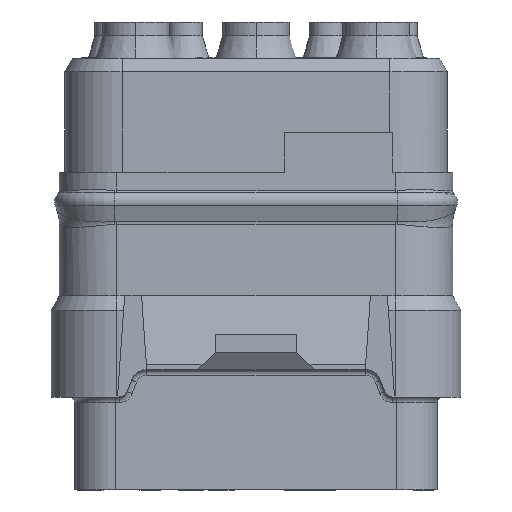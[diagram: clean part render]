
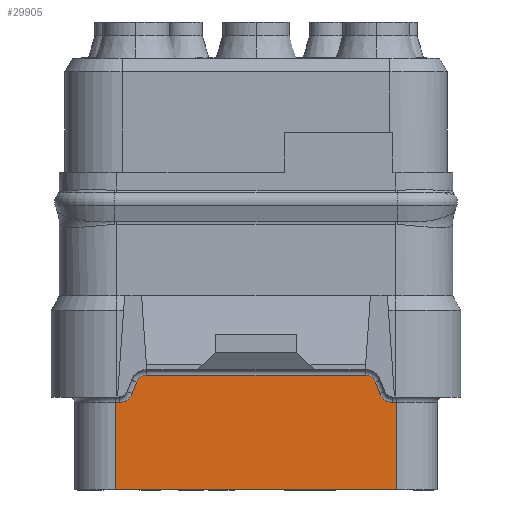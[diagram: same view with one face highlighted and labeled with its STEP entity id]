
A CAD part, front view. The second image highlights one B-rep face of the part: STEP entity #29905.
In plain terms, the highlighted planar face has unit normal (0, -1, 0).
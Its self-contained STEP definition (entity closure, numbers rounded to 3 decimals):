
#1856=DIRECTION('',(-1.,0.,0.));
#1857=VECTOR('',#1856,0.15);
#1858=CARTESIAN_POINT('',(5.15,-5.775,-8.43));
#1859=LINE('',#1858,#1857);
#1860=DIRECTION('',(0.,0.,-1.));
#1861=VECTOR('',#1860,3.2);
#1862=CARTESIAN_POINT('',(5.15,-5.775,-8.43));
#1863=LINE('',#1862,#1861);
#1864=DIRECTION('',(-1.,0.,0.));
#1865=VECTOR('',#1864,0.15);
#1866=CARTESIAN_POINT('',(-5.,-5.775,-8.43));
#1867=LINE('',#1866,#1865);
#1868=CARTESIAN_POINT('',(-5.,-5.775,-7.93));
#1869=DIRECTION('',(0.,1.,0.));
#1870=DIRECTION('',(0.935,0.,-0.354));
#1871=AXIS2_PLACEMENT_3D('',#1868,#1869,#1870);
#1873=DIRECTION('',(-0.354,0.,-0.935));
#1874=VECTOR('',#1873,0.447);
#1875=CARTESIAN_POINT('',(-4.374,-5.775,-7.689));
#1876=LINE('',#1875,#1874);
#1877=CARTESIAN_POINT('',(-4.,-5.775,-7.83));
#1878=DIRECTION('',(0.,-1.,0.));
#1879=DIRECTION('',(0.,0.,1.));
#1880=AXIS2_PLACEMENT_3D('',#1877,#1878,#1879);
#1882=DIRECTION('',(-1.,0.,0.));
#1883=VECTOR('',#1882,8.);
#1884=CARTESIAN_POINT('',(4.,-5.775,-7.43));
#1885=LINE('',#1884,#1883);
#1886=CARTESIAN_POINT('',(4.,-5.775,-7.83));
#1887=DIRECTION('',(0.,-1.,0.));
#1888=DIRECTION('',(0.935,0.,0.354));
#1889=AXIS2_PLACEMENT_3D('',#1886,#1887,#1888);
#1891=DIRECTION('',(-0.354,0.,0.935));
#1892=VECTOR('',#1891,0.447);
#1893=CARTESIAN_POINT('',(4.532,-5.775,-8.107));
#1894=LINE('',#1893,#1892);
#1895=CARTESIAN_POINT('',(5.,-5.775,-7.93));
#1896=DIRECTION('',(0.,1.,0.));
#1897=DIRECTION('',(0.,0.,-1.));
#1898=AXIS2_PLACEMENT_3D('',#1895,#1896,#1897);
#1943=DIRECTION('',(-1.,0.,0.));
#1944=VECTOR('',#1943,10.3);
#1945=CARTESIAN_POINT('',(5.15,-5.775,-11.63));
#1946=LINE('',#1945,#1944);
#3354=DIRECTION('',(0.,0.,-1.));
#3355=VECTOR('',#3354,3.2);
#3356=CARTESIAN_POINT('',(-5.15,-5.775,-8.43));
#3357=LINE('',#3356,#3355);
#21224=CARTESIAN_POINT('',(-5.15,-5.775,-11.63));
#21226=VERTEX_POINT('',#21224);
#21238=CARTESIAN_POINT('',(5.15,-5.775,-11.63));
#21239=VERTEX_POINT('',#21238);
#22704=CARTESIAN_POINT('',(5.15,-5.775,-8.43));
#22705=VERTEX_POINT('',#22704);
#22708=CARTESIAN_POINT('',(5.,-5.775,-8.43));
#22709=VERTEX_POINT('',#22708);
#22712=CARTESIAN_POINT('',(4.532,-5.775,-8.107));
#22713=VERTEX_POINT('',#22712);
#22716=CARTESIAN_POINT('',(4.374,-5.775,-7.689));
#22717=VERTEX_POINT('',#22716);
#22718=CARTESIAN_POINT('',(4.,-5.775,-7.43));
#22719=VERTEX_POINT('',#22718);
#22720=CARTESIAN_POINT('',(-4.,-5.775,-7.43));
#22721=VERTEX_POINT('',#22720);
#22722=CARTESIAN_POINT('',(-4.374,-5.775,-7.689));
#22723=VERTEX_POINT('',#22722);
#22728=CARTESIAN_POINT('',(-4.532,-5.775,-8.107));
#22729=VERTEX_POINT('',#22728);
#22732=CARTESIAN_POINT('',(-5.,-5.775,-8.43));
#22733=VERTEX_POINT('',#22732);
#22736=CARTESIAN_POINT('',(-5.15,-5.775,-8.43));
#22737=VERTEX_POINT('',#22736);
#29883=CARTESIAN_POINT('',(5.15,-5.775,-8.23));
#29884=DIRECTION('',(0.,-1.,0.));
#29885=DIRECTION('',(-1.,0.,0.));
#29886=AXIS2_PLACEMENT_3D('',#29883,#29884,#29885);
#29887=PLANE('',#29886);
#29888=ORIENTED_EDGE('',*,*,#29692,.F.);
#29890=ORIENTED_EDGE('',*,*,#29889,.T.);
#29892=ORIENTED_EDGE('',*,*,#29891,.T.);
#29894=ORIENTED_EDGE('',*,*,#29893,.F.);
#29895=ORIENTED_EDGE('',*,*,#29877,.F.);
#29896=ORIENTED_EDGE('',*,*,#29537,.F.);
#29897=ORIENTED_EDGE('',*,*,#29553,.F.);
#29898=ORIENTED_EDGE('',*,*,#29593,.F.);
#29899=ORIENTED_EDGE('',*,*,#29607,.F.);
#29900=ORIENTED_EDGE('',*,*,#29621,.F.);
#29901=ORIENTED_EDGE('',*,*,#29636,.F.);
#29902=ORIENTED_EDGE('',*,*,#29677,.F.);
#29903=EDGE_LOOP('',(#29888,#29890,#29892,#29894,#29895,#29896,#29897,#29898,
#29899,#29900,#29901,#29902));
#29904=FACE_OUTER_BOUND('',#29903,.F.);
#29905=ADVANCED_FACE('',(#29904),#29887,.T.);
#1872=CIRCLE('',#1871,0.5);
#1881=CIRCLE('',#1880,0.4);
#1890=CIRCLE('',#1889,0.4);
#1899=CIRCLE('',#1898,0.5);
#29537=EDGE_CURVE('',#22729,#22733,#1872,.T.);
#29553=EDGE_CURVE('',#22723,#22729,#1876,.T.);
#29593=EDGE_CURVE('',#22721,#22723,#1881,.T.);
#29607=EDGE_CURVE('',#22719,#22721,#1885,.T.);
#29621=EDGE_CURVE('',#22717,#22719,#1890,.T.);
#29636=EDGE_CURVE('',#22713,#22717,#1894,.T.);
#29677=EDGE_CURVE('',#22709,#22713,#1899,.T.);
#29692=EDGE_CURVE('',#22705,#22709,#1859,.T.);
#29877=EDGE_CURVE('',#22733,#22737,#1867,.T.);
#29889=EDGE_CURVE('',#22705,#21239,#1863,.T.);
#29891=EDGE_CURVE('',#21239,#21226,#1946,.T.);
#29893=EDGE_CURVE('',#22737,#21226,#3357,.T.);
